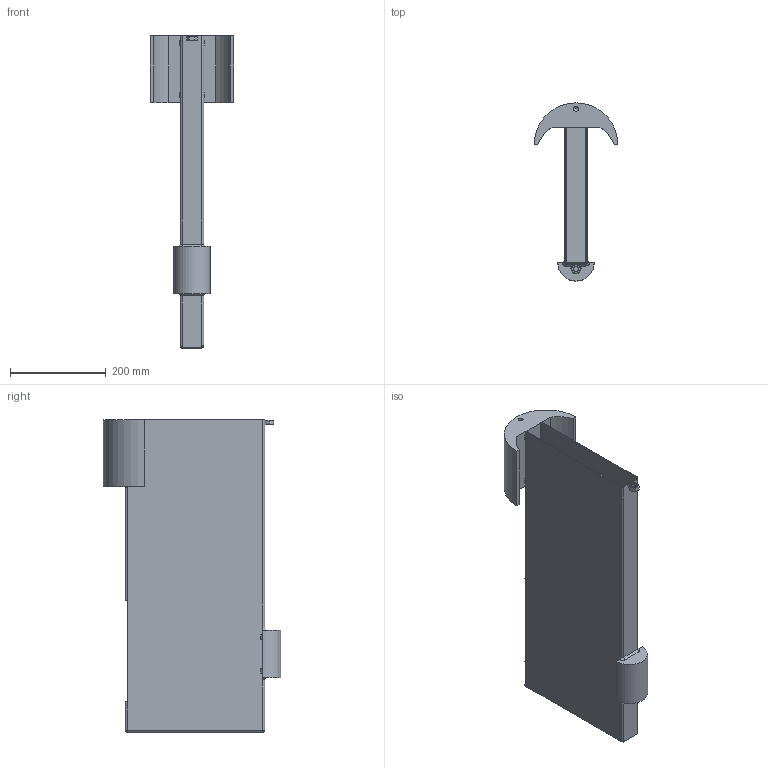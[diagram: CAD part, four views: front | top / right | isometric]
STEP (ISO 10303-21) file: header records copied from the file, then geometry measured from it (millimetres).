
FILE_DESCRIPTION(/* description */ (''),/* implementation_level */ '2;1');
FILE_NAME(/* name */ 'B 700 Beam unit.stp',/* time_stamp */ '2016-06-22T08:31:58+02:00',/* author */ ('OEM'),/* organization */ (''),/* preprocessor_version */ 'ST-DEVELOPER v15.2',/* originating_system */ 'Autodesk Inventor 2014',/* authorisation */ '');
FILE_SCHEMA (('CONFIG_CONTROL_DESIGN'));
Length unit declared in the file: millimetre
Products named in the file (8): B 700 Beam unit_Welds; B 700-1-2 left part; B 700-1-1 right part; B 700-1 Outer tube; B 700-2 Half round steel; B 700-3 Half round steel; DIN 934 - M12 x 1,75; B 700 Beam unit
Bounding box: 175 x 371.7 x 654 mm (x, y, z)
Volume: 2130565.9 mm3; surface area: 1065057.6 mm2
Topology: 15 solids, 15 shells, 197 faces, 429 edges, 262 vertices
Faces by surface type: plane 154, cylinder 31, cone 12
Full cylindrical faces by diameter (mm): 10.1 x1, 10.106 x1, 13.8 x2, 17.294 x1
Entity records: 5282 total; most frequent: CARTESIAN_POINT 910, DIRECTION 900, ORIENTED_EDGE 822, EDGE_CURVE 411, LINE 318, VECTOR 318, AXIS2_PLACEMENT_3D 291, VERTEX_POINT 257
